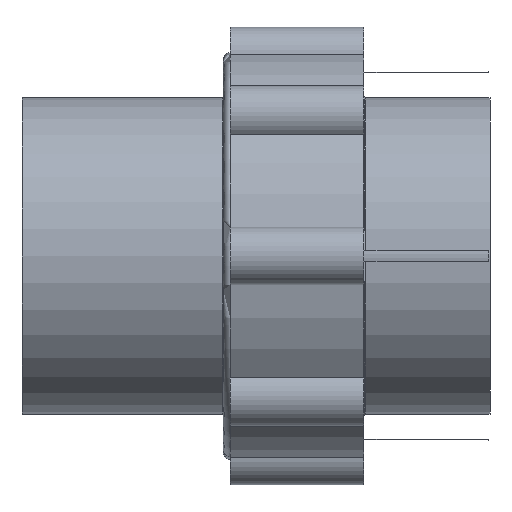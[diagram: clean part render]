
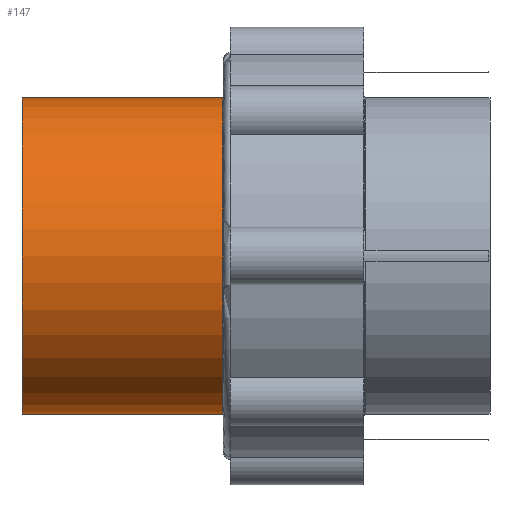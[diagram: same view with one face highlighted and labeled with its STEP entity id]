
A CAD part, front view. The second image highlights one B-rep face of the part: STEP entity #147.
In plain terms, the highlighted cylindrical face has radius 45 mm (diameter 90 mm), a full revolution.
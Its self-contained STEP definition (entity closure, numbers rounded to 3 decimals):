
#147 = ADVANCED_FACE( '', ( #325, #326 ), #327, .T. );
#325 = FACE_OUTER_BOUND( '', #524, .T. );
#326 = FACE_OUTER_BOUND( '', #525, .T. );
#327 = CYLINDRICAL_SURFACE( '', #526, 45. );
#524 = EDGE_LOOP( '', ( #852 ) );
#525 = EDGE_LOOP( '', ( #853 ) );
#526 = AXIS2_PLACEMENT_3D( '', #854, #855, #856 );
#852 = ORIENTED_EDGE( '', *, *, #1102, .T. );
#853 = ORIENTED_EDGE( '', *, *, #1107, .F. );
#854 = CARTESIAN_POINT( '', ( 133., 0., 0. ) );
#855 = DIRECTION( '', ( -1., 0., 0. ) );
#856 = DIRECTION( '', ( 0., 0., -1. ) );
#1102 = EDGE_CURVE( '', #1291, #1291, #1292, .T. );
#1107 = EDGE_CURVE( '', #1298, #1298, #1299, .T. );
#1291 = VERTEX_POINT( '', #1558 );
#1292 = CIRCLE( '', #1559, 45. );
#1298 = VERTEX_POINT( '', #1565 );
#1299 = CIRCLE( '', #1566, 45. );
#1558 = CARTESIAN_POINT( '', ( 0., 0., -45. ) );
#1559 = AXIS2_PLACEMENT_3D( '', #1876, #1877, #1878 );
#1565 = CARTESIAN_POINT( '', ( 57., 0., -45. ) );
#1566 = AXIS2_PLACEMENT_3D( '', #1885, #1886, #1887 );
#1876 = CARTESIAN_POINT( '', ( 0., 0., 0. ) );
#1877 = DIRECTION( '', ( 1., 0., 0. ) );
#1878 = DIRECTION( '', ( 0., 0., -1. ) );
#1885 = CARTESIAN_POINT( '', ( 57., 0., 0. ) );
#1886 = DIRECTION( '', ( 1., 0., 0. ) );
#1887 = DIRECTION( '', ( 0., 0., -1. ) );
